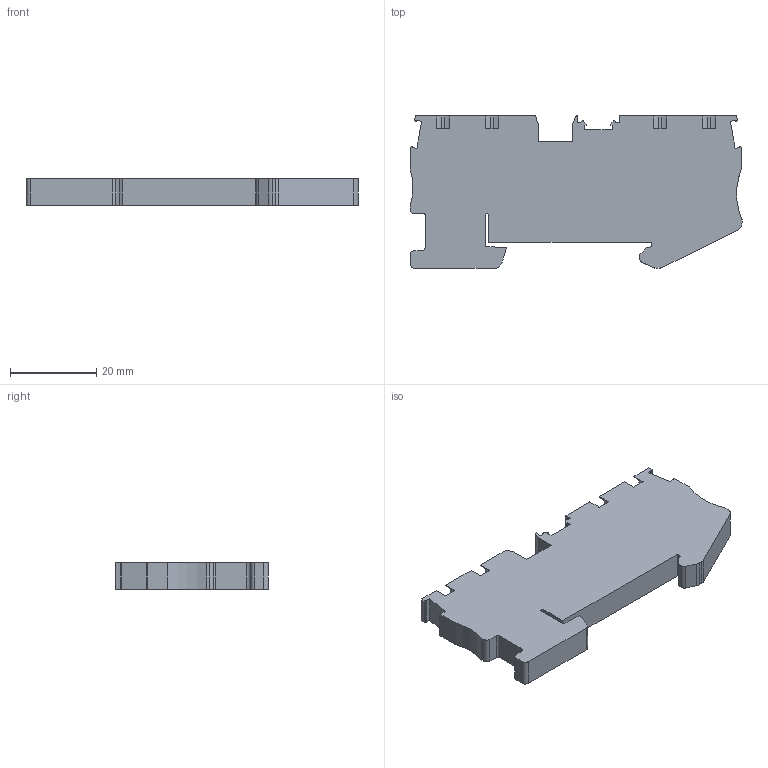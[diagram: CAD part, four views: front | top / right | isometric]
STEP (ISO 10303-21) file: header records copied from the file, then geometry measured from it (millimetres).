
FILE_DESCRIPTION(('SolidDesigner STEP Export'),'2;1');
FILE_NAME('3211809_PT_4_QUATTRO_PE-select.stp','2013-08-23T 9:12:40',(''),(''),'Creo Elements/Direct Modeling STEP processor for AP214 (Solid Model)','Creo Elements/Direct Modeling 18.1B 29-Sep-2012 (C) Parametric Technology GmbH','');
FILE_SCHEMA(('AUTOMOTIVE_DESIGN { 1 0 10303 214 1 1 1 1 }'));
Length unit declared in the file: millimetre
Products named in the file (2): 3211809_PT_4_QUATTRO_PE-select
Assembly tree (1 placements, depth 2):
  3211809_PT_4_QUATTRO_PE-select
    3211809_PT_4_QUATTRO_PE-select
Bounding box: 76.9 x 35.25 x 6.15 mm (x, y, z)
Volume: 13474.5 mm3; surface area: 6550.8 mm2
Topology: 1 solids, 1 shells, 136 faces, 389 edges, 260 vertices
Faces by surface type: plane 91, cylinder 45
Entity records: 5500 total; most frequent: ORIENTED_EDGE 778, CARTESIAN_POINT 776, DIRECTION 740, EDGE_CURVE 389, VECTOR 292, LINE 292, VERTEX_POINT 260, AXIS2_PLACEMENT_3D 224
